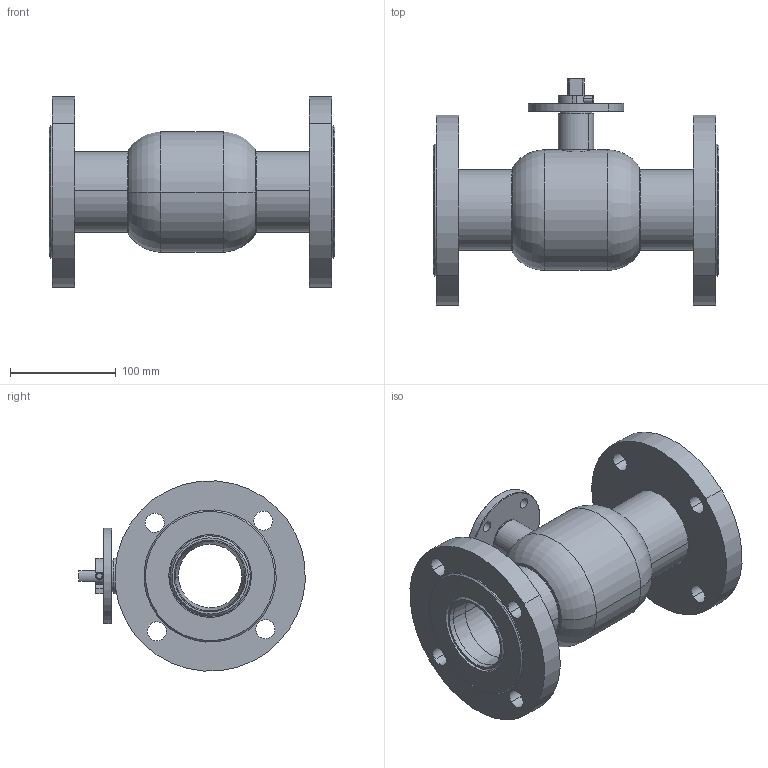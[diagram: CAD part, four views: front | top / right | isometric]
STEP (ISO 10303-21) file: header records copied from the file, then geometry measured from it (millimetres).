
FILE_DESCRIPTION (( 'STEP AP214' ), '1' );
FILE_NAME ('DN65法兰球阀PN16.STEP', '2024-03-31T07:45:36', ( '' ), ( '' ), 'SwSTEP 2.0', 'SolidWorks 2019', '' );
FILE_SCHEMA (( 'AUTOMOTIVE_DESIGN' ));
Length unit declared in the file: millimetre
Products named in the file (8): DN65概极; Q61F-65-5粣杶; 65攫; DN65楊擘⑩概PN16; 65楊擘1.6; 65Q61F16C-02; 65概裝; Q61F-65-16詩种
Assembly tree (9 placements, depth 2):
  DN65楊擘⑩概PN16
    DN65概极
    65Q61F16C-02  x2
    Q61F-65-5粣杶
    65概裝
    Q61F-65-16詩种
    65攫
    65楊擘1.6  x2
Bounding box: 270 x 213.8 x 179.59 mm (x, y, z)
Volume: 1374767.7 mm3; surface area: 339738.8 mm2
Topology: 9 solids, 9 shells, 212 faces, 474 edges, 292 vertices
Faces by surface type: cylinder 109, plane 47, cone 30, torus 22, bspline 4
Entity records: 8482 total; most frequent: CARTESIAN_POINT 3946, DIRECTION 906, ORIENTED_EDGE 748, AXIS2_PLACEMENT_3D 386, EDGE_CURVE 374, VERTEX_POINT 232, CIRCLE 212, EDGE_LOOP 206
